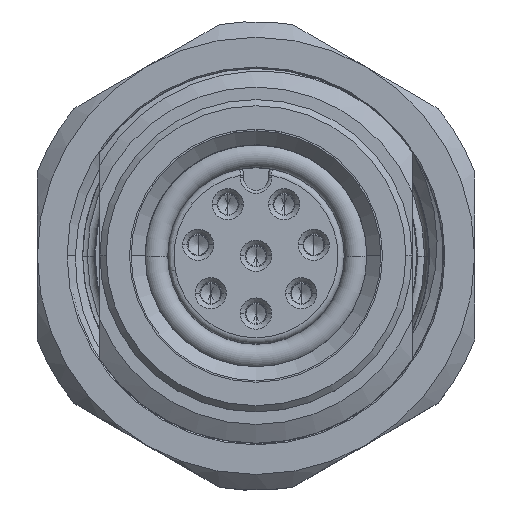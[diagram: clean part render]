
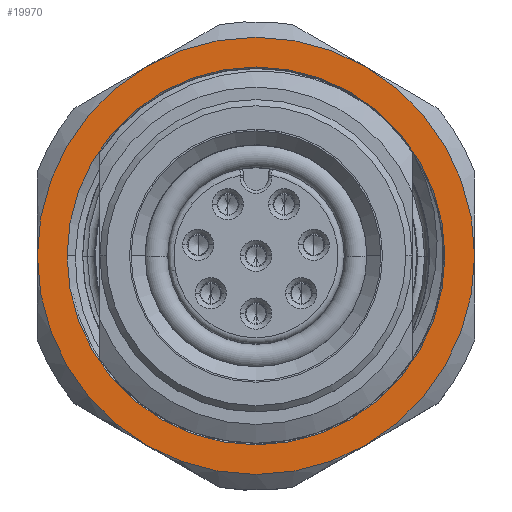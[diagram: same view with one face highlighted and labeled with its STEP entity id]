
A CAD part, top view. The second image highlights one B-rep face of the part: STEP entity #19970.
In plain terms, the highlighted planar face has unit normal (0, 0, 1).
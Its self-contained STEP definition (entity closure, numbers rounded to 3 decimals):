
#18568=CARTESIAN_POINT('',(0.,0.,3.2));
#18569=DIRECTION('',(0.,0.,-1.));
#18570=DIRECTION('',(-1.,0.,0.));
#18571=AXIS2_PLACEMENT_3D('',#18568,#18569,#18570);
#18573=CARTESIAN_POINT('',(0.,0.,3.2));
#18574=DIRECTION('',(0.,0.,-1.));
#18575=DIRECTION('',(1.,0.,0.));
#18576=AXIS2_PLACEMENT_3D('',#18573,#18574,#18575);
#18578=CARTESIAN_POINT('',(0.,0.,3.2));
#18579=DIRECTION('',(0.,0.,-1.));
#18580=DIRECTION('',(-0.5,-0.866,0.));
#18581=AXIS2_PLACEMENT_3D('',#18578,#18579,#18580);
#18583=CARTESIAN_POINT('',(0.,0.,3.2));
#18584=DIRECTION('',(0.,0.,-1.));
#18585=DIRECTION('',(-1.,0.,0.));
#18586=AXIS2_PLACEMENT_3D('',#18583,#18584,#18585);
#18588=CARTESIAN_POINT('',(0.,0.,3.2));
#18589=DIRECTION('',(0.,0.,-1.));
#18590=DIRECTION('',(0.5,0.866,0.));
#18591=AXIS2_PLACEMENT_3D('',#18588,#18589,#18590);
#18593=CARTESIAN_POINT('',(0.,0.,3.2));
#18594=DIRECTION('',(0.,0.,-1.));
#18595=DIRECTION('',(1.,0.,0.));
#18596=AXIS2_PLACEMENT_3D('',#18593,#18594,#18595);
#18603=CARTESIAN_POINT('',(0.,0.,3.2));
#18604=DIRECTION('',(0.,0.,1.));
#18605=DIRECTION('',(-0.5,-0.866,0.));
#18606=AXIS2_PLACEMENT_3D('',#18603,#18604,#18605);
#18895=CARTESIAN_POINT('',(0.,0.,3.2));
#18896=DIRECTION('',(0.,0.,1.));
#18897=DIRECTION('',(0.5,0.866,0.));
#18898=AXIS2_PLACEMENT_3D('',#18895,#18896,#18897);
#19130=CARTESIAN_POINT('',(-6.05,0.,3.2));
#19131=CARTESIAN_POINT('',(6.05,0.,3.2));
#19132=VERTEX_POINT('',#19130);
#19133=VERTEX_POINT('',#19131);
#19183=CARTESIAN_POINT('',(-3.5,-6.062,3.2));
#19184=CARTESIAN_POINT('',(-7.,0.,3.2));
#19185=VERTEX_POINT('',#19183);
#19186=VERTEX_POINT('',#19184);
#19187=CARTESIAN_POINT('',(-3.5,6.062,3.2));
#19188=VERTEX_POINT('',#19187);
#19189=CARTESIAN_POINT('',(3.5,6.062,3.2));
#19190=CARTESIAN_POINT('',(7.,0.,3.2));
#19191=VERTEX_POINT('',#19189);
#19192=VERTEX_POINT('',#19190);
#19193=CARTESIAN_POINT('',(3.5,-6.062,3.2));
#19194=VERTEX_POINT('',#19193);
#19947=CARTESIAN_POINT('',(0.,0.,3.2));
#19948=DIRECTION('',(0.,0.,1.));
#19949=DIRECTION('',(1.,0.,0.));
#19950=AXIS2_PLACEMENT_3D('',#19947,#19948,#19949);
#19951=PLANE('',#19950);
#19953=ORIENTED_EDGE('',*,*,#19952,.F.);
#19955=ORIENTED_EDGE('',*,*,#19954,.T.);
#19957=ORIENTED_EDGE('',*,*,#19956,.T.);
#19959=ORIENTED_EDGE('',*,*,#19958,.F.);
#19961=ORIENTED_EDGE('',*,*,#19960,.T.);
#19963=ORIENTED_EDGE('',*,*,#19962,.T.);
#19964=EDGE_LOOP('',(#19953,#19955,#19957,#19959,#19961,#19963));
#19965=FACE_OUTER_BOUND('',#19964,.F.);
#19966=ORIENTED_EDGE('',*,*,#19620,.F.);
#19967=ORIENTED_EDGE('',*,*,#19940,.F.);
#19968=EDGE_LOOP('',(#19966,#19967));
#19969=FACE_BOUND('',#19968,.F.);
#18572=CIRCLE('',#18571,6.05);
#18577=CIRCLE('',#18576,6.05);
#18582=CIRCLE('',#18581,7.);
#18587=CIRCLE('',#18586,7.);
#18592=CIRCLE('',#18591,7.);
#18597=CIRCLE('',#18596,7.);
#18607=CIRCLE('',#18606,7.);
#18899=CIRCLE('',#18898,7.);
#19620=EDGE_CURVE('',#19132,#19133,#18572,.T.);
#19940=EDGE_CURVE('',#19133,#19132,#18577,.T.);
#19952=EDGE_CURVE('',#19185,#19194,#18607,.T.);
#19954=EDGE_CURVE('',#19185,#19186,#18582,.T.);
#19956=EDGE_CURVE('',#19186,#19188,#18587,.T.);
#19958=EDGE_CURVE('',#19191,#19188,#18899,.T.);
#19960=EDGE_CURVE('',#19191,#19192,#18592,.T.);
#19962=EDGE_CURVE('',#19192,#19194,#18597,.T.);
#19970=ADVANCED_FACE('',(#19965,#19969),#19951,.T.);
